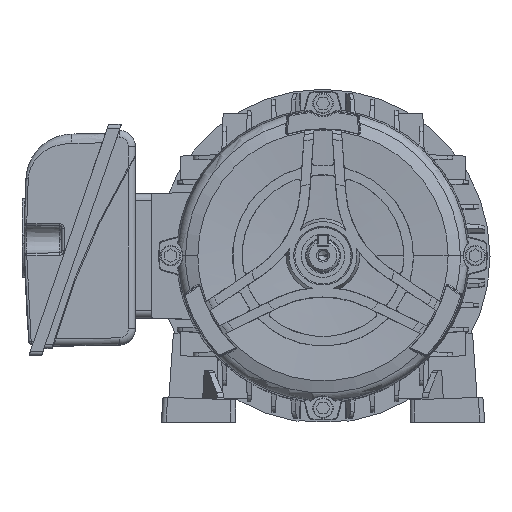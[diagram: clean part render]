
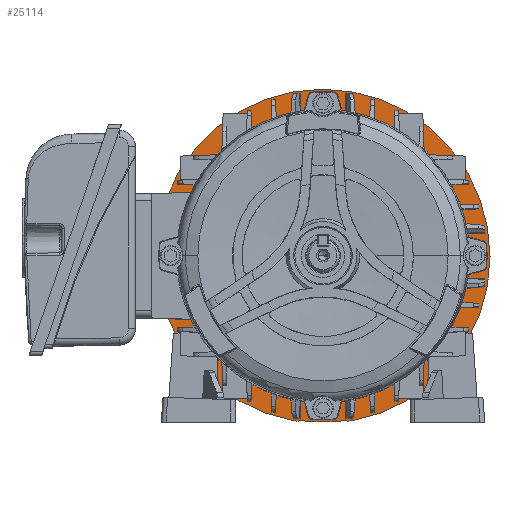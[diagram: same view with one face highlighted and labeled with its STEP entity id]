
A CAD part, top view. The second image highlights one B-rep face of the part: STEP entity #25114.
In plain terms, the highlighted face is planar.
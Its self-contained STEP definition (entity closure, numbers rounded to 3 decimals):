
#52 = VERTEX_POINT ( 'NONE', #27608 ) ;
#1092 = CARTESIAN_POINT ( 'NONE',  ( 9.471, -70.169, 0. ) ) ;
#1106 = CARTESIAN_POINT ( 'NONE',  ( -9.471, -70.169, 0. ) ) ;
#2125 = AXIS2_PLACEMENT_3D ( 'NONE', #38675, #32384, #38432 ) ;
#2196 = EDGE_CURVE ( 'NONE', #43534, #47271, #53264, .T. ) ;
#2708 = CARTESIAN_POINT ( 'NONE',  ( 0., 0., 0. ) ) ;
#2716 = VERTEX_POINT ( 'NONE', #10709 ) ;
#5032 = EDGE_CURVE ( 'NONE', #52, #43534, #56111, .T. ) ;
#5514 = VERTEX_POINT ( 'NONE', #30549 ) ;
#6139 = EDGE_CURVE ( 'NONE', #5514, #61175, #22047, .T. ) ;
#6266 = VERTEX_POINT ( 'NONE', #24788 ) ;
#6327 = CARTESIAN_POINT ( 'NONE',  ( -9.471, -70.169, 0. ) ) ;
#9609 = CARTESIAN_POINT ( 'NONE',  ( 9.471, -70.169, 0. ) ) ;
#10709 = CARTESIAN_POINT ( 'NONE',  ( 71.25, 0., 0. ) ) ;
#11582 = CARTESIAN_POINT ( 'NONE',  ( -10.545, -70.324, 0. ) ) ;
#11586 = EDGE_CURVE ( 'NONE', #6266, #2716, #67129, .T. ) ;
#14690 = B_SPLINE_CURVE_WITH_KNOTS ( 'NONE', 3,
 ( #1106, #11582, #23729, #62653 ),
 .UNSPECIFIED., .F., .F.,
 ( 4, 4 ),
 ( 0., 0.003 ),
 .UNSPECIFIED. ) ;
#14717 = CARTESIAN_POINT ( 'NONE',  ( 12.684, -70.112, 0. ) ) ;
#18008 = AXIS2_PLACEMENT_3D ( 'NONE', #71487, #44708, #49552 ) ;
#21630 = ORIENTED_EDGE ( 'NONE', *, *, #30583, .T. ) ;
#22047 = B_SPLINE_CURVE_WITH_KNOTS ( 'NONE', 3,
 ( #34793, #61772, #50348, #6327 ),
 .UNSPECIFIED., .F., .F.,
 ( 4, 4 ),
 ( 0., 0.001 ),
 .UNSPECIFIED. ) ;
#22287 = DIRECTION ( 'NONE',  ( -1., 0., 0. ) ) ;
#22806 = ORIENTED_EDGE ( 'NONE', *, *, #5032, .T. ) ;
#23563 = AXIS2_PLACEMENT_3D ( 'NONE', #71954, #27670, #22287 ) ;
#23729 = CARTESIAN_POINT ( 'NONE',  ( -11.616, -70.305, 0. ) ) ;
#23957 = CARTESIAN_POINT ( 'NONE',  ( -9.471, -70.169, 0. ) ) ;
#24788 = CARTESIAN_POINT ( 'NONE',  ( -71.25, 0., 0. ) ) ;
#25079 = PLANE ( 'NONE',  #33582 ) ;
#25114 = ADVANCED_FACE ( 'NONE', ( #67779 ), #25079, .T. ) ;
#25946 = CARTESIAN_POINT ( 'NONE',  ( 9.471, -70.169, 0. ) ) ;
#26441 = CIRCLE ( 'NONE', #18008, 70.73 ) ;
#27608 = CARTESIAN_POINT ( 'NONE',  ( 12.684, -70.112, 0. ) ) ;
#27670 = DIRECTION ( 'NONE',  ( 0., 0., -1. ) ) ;
#28778 = ORIENTED_EDGE ( 'NONE', *, *, #67479, .T. ) ;
#30030 = CARTESIAN_POINT ( 'NONE',  ( 8.932, -70.164, 0. ) ) ;
#30549 = CARTESIAN_POINT ( 'NONE',  ( -8.932, -70.164, 0. ) ) ;
#30583 = EDGE_CURVE ( 'NONE', #47271, #5514, #26441, .T. ) ;
#31574 = CARTESIAN_POINT ( 'NONE',  ( 11.616, -70.305, 0. ) ) ;
#32384 = DIRECTION ( 'NONE',  ( 0., 0., -1. ) ) ;
#33582 = AXIS2_PLACEMENT_3D ( 'NONE', #2708, #53776, #36532 ) ;
#33955 = CIRCLE ( 'NONE', #61085, 71.25 ) ;
#34596 = ORIENTED_EDGE ( 'NONE', *, *, #50381, .T. ) ;
#34793 = CARTESIAN_POINT ( 'NONE',  ( -8.932, -70.164, 0. ) ) ;
#35868 = EDGE_LOOP ( 'NONE', ( #65527, #58432, #34596, #35987, #28778, #22806, #71284, #21630 ) ) ;
#35987 = ORIENTED_EDGE ( 'NONE', *, *, #11586, .T. ) ;
#36532 = DIRECTION ( 'NONE',  ( -1., 0., 0. ) ) ;
#36759 = DIRECTION ( 'NONE',  ( 0., 0., -1. ) ) ;
#36968 = CARTESIAN_POINT ( 'NONE',  ( -12.684, -70.112, 0. ) ) ;
#38432 = DIRECTION ( 'NONE',  ( -1., 0., 0. ) ) ;
#38675 = CARTESIAN_POINT ( 'NONE',  ( 0., 0., 0. ) ) ;
#42975 = CARTESIAN_POINT ( 'NONE',  ( 8.932, -70.164, 0. ) ) ;
#43446 = CARTESIAN_POINT ( 'NONE',  ( 9.294, -70.143, 0. ) ) ;
#43534 = VERTEX_POINT ( 'NONE', #1092 ) ;
#44708 = DIRECTION ( 'NONE',  ( 0., 0., -1. ) ) ;
#46796 = EDGE_CURVE ( 'NONE', #61175, #66480, #14690, .T. ) ;
#47271 = VERTEX_POINT ( 'NONE', #30030 ) ;
#49552 = DIRECTION ( 'NONE',  ( -1., 0., 0. ) ) ;
#50348 = CARTESIAN_POINT ( 'NONE',  ( -9.293, -70.143, 0. ) ) ;
#50381 = EDGE_CURVE ( 'NONE', #66480, #6266, #63817, .T. ) ;
#53264 = B_SPLINE_CURVE_WITH_KNOTS ( 'NONE', 3,
 ( #9609, #43446, #71409, #42975 ),
 .UNSPECIFIED., .F., .F.,
 ( 4, 4 ),
 ( 0.001, 0.001 ),
 .UNSPECIFIED. ) ;
#53776 = DIRECTION ( 'NONE',  ( 0., 0., -1. ) ) ;
#56111 = B_SPLINE_CURVE_WITH_KNOTS ( 'NONE', 3,
 ( #14717, #31574, #59261, #25946 ),
 .UNSPECIFIED., .F., .F.,
 ( 4, 4 ),
 ( 0., 0.003 ),
 .UNSPECIFIED. ) ;
#58408 = DIRECTION ( 'NONE',  ( -1., 0., 0. ) ) ;
#58432 = ORIENTED_EDGE ( 'NONE', *, *, #46796, .T. ) ;
#58875 = CARTESIAN_POINT ( 'NONE',  ( 0., 0., 0. ) ) ;
#59261 = CARTESIAN_POINT ( 'NONE',  ( 10.545, -70.324, 0. ) ) ;
#61085 = AXIS2_PLACEMENT_3D ( 'NONE', #58875, #36759, #58408 ) ;
#61175 = VERTEX_POINT ( 'NONE', #23957 ) ;
#61772 = CARTESIAN_POINT ( 'NONE',  ( -9.113, -70.141, 0. ) ) ;
#62653 = CARTESIAN_POINT ( 'NONE',  ( -12.684, -70.112, 0. ) ) ;
#63817 = CIRCLE ( 'NONE', #23563, 71.25 ) ;
#65527 = ORIENTED_EDGE ( 'NONE', *, *, #6139, .T. ) ;
#66480 = VERTEX_POINT ( 'NONE', #36968 ) ;
#67129 = CIRCLE ( 'NONE', #2125, 71.25 ) ;
#67479 = EDGE_CURVE ( 'NONE', #2716, #52, #33955, .T. ) ;
#67779 = FACE_OUTER_BOUND ( 'NONE', #35868, .T. ) ;
#71284 = ORIENTED_EDGE ( 'NONE', *, *, #2196, .T. ) ;
#71409 = CARTESIAN_POINT ( 'NONE',  ( 9.112, -70.141, 0. ) ) ;
#71487 = CARTESIAN_POINT ( 'NONE',  ( 0., 0., 0. ) ) ;
#71954 = CARTESIAN_POINT ( 'NONE',  ( 0., 0., 0. ) ) ;
